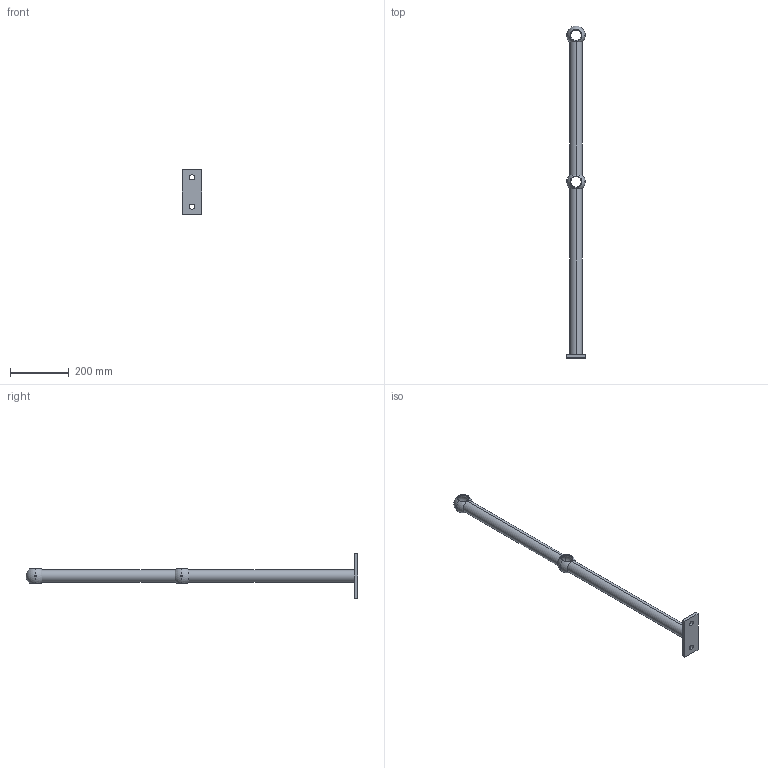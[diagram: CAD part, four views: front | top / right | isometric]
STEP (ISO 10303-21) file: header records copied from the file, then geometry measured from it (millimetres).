
FILE_DESCRIPTION (( 'STEP AP203' ), '1' );
FILE_NAME ('28030_Balustre_500_600_42_63_34_type_GS1.STEP', '2015-08-05T04:48:33', ( '' ), ( '' ), 'SwSTEP 2.0', 'SolidWorks 2013', '' );
FILE_SCHEMA (( 'CONFIG_CONTROL_DESIGN' ));
Length unit declared in the file: millimetre
Products named in the file (5): Kuglestyr_63_34; Nederste_gelaenderstang_565; Oeverste_gelaenderstang_456; Beslag_for_montering_GS1; 28030_Balustre_500_600_42_63_34_type_GS1
Assembly tree (5 placements, depth 2):
  28030_Balustre_500_600_42_63_34_type_GS1
    Kuglestyr_63_34  x2
    Nederste_gelaenderstang_565
    Oeverste_gelaenderstang_456
    Beslag_for_montering_GS1
Bounding box: 65 x 1131.5 x 150 mm (x, y, z)
Volume: 572443.3 mm3; surface area: 313923.8 mm2
Topology: 5 solids, 5 shells, 50 faces, 144 edges, 88 vertices
Faces by surface type: cylinder 20, plane 14, cone 8, sphere 8
Entity records: 1627 total; most frequent: DIRECTION 224, CARTESIAN_POINT 180, ORIENTED_EDGE 168, AXIS2_PLACEMENT_3D 96, EDGE_CURVE 84, VERTEX_POINT 52, CIRCLE 52, EDGE_LOOP 46
